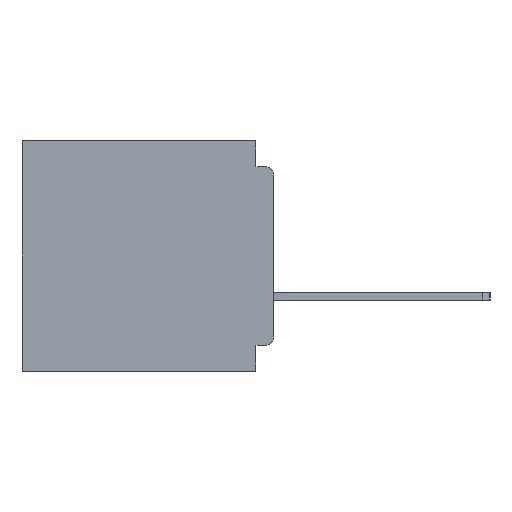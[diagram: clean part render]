
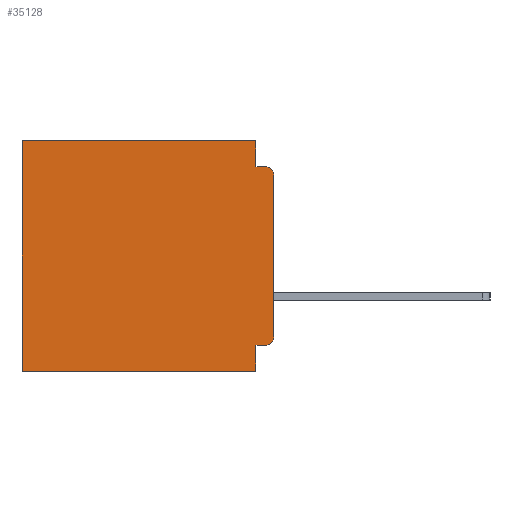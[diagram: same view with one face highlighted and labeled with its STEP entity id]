
A CAD part, left-side view. The second image highlights one B-rep face of the part: STEP entity #35128.
In plain terms, the highlighted planar face has unit normal (-1, 0, 0).
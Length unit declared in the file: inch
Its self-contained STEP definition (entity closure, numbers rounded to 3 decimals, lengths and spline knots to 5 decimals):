
#23 = VECTOR ( 'NONE', #26105, 39.37008 ) ;
#408 = ORIENTED_EDGE ( 'NONE', *, *, #6530, .T. ) ;
#581 = DIRECTION ( 'NONE',  ( 0., 0., -1. ) ) ;
#1268 = LINE ( 'NONE', #44958, #23 ) ;
#1272 = DIRECTION ( 'NONE',  ( 0., 0., -1. ) ) ;
#1311 = DIRECTION ( 'NONE',  ( 0., 0., -1. ) ) ;
#1554 = VERTEX_POINT ( 'NONE', #34957 ) ;
#2701 = ORIENTED_EDGE ( 'NONE', *, *, #6254, .F. ) ;
#2863 = AXIS2_PLACEMENT_3D ( 'NONE', #46083, #23402, #581 ) ;
#4142 = VECTOR ( 'NONE', #1272, 39.37008 ) ;
#4831 = CARTESIAN_POINT ( 'NONE',  ( 0.3, 0., -0.4 ) ) ;
#5757 = EDGE_CURVE ( 'NONE', #49038, #24886, #20211, .T. ) ;
#6025 = LINE ( 'NONE', #31620, #34039 ) ;
#6251 = DIRECTION ( 'NONE',  ( -1., 0., 0. ) ) ;
#6254 = EDGE_CURVE ( 'NONE', #1554, #7875, #44520, .T. ) ;
#6397 = DIRECTION ( 'NONE',  ( 0., 1., 0. ) ) ;
#6530 = EDGE_CURVE ( 'NONE', #1554, #18926, #42709, .T. ) ;
#6754 = DIRECTION ( 'NONE',  ( 0., 1., 0. ) ) ;
#7106 = CIRCLE ( 'NONE', #14391, 0.015 ) ;
#7759 = CARTESIAN_POINT ( 'NONE',  ( 0.3, 0.015, -0.045 ) ) ;
#7875 = VERTEX_POINT ( 'NONE', #17755 ) ;
#7942 = ORIENTED_EDGE ( 'NONE', *, *, #5757, .F. ) ;
#8245 = CARTESIAN_POINT ( 'NONE',  ( 0.3, 0.437, 0. ) ) ;
#8675 = DIRECTION ( 'NONE',  ( 0., 0., -1. ) ) ;
#10171 = EDGE_CURVE ( 'NONE', #37558, #23677, #7106, .T. ) ;
#12876 = ORIENTED_EDGE ( 'NONE', *, *, #10171, .T. ) ;
#13098 = LINE ( 'NONE', #21759, #44591 ) ;
#13197 = CARTESIAN_POINT ( 'NONE',  ( 0.3, 0.031, -0.4 ) ) ;
#14391 = AXIS2_PLACEMENT_3D ( 'NONE', #29088, #6251, #32933 ) ;
#14704 = ORIENTED_EDGE ( 'NONE', *, *, #37937, .T. ) ;
#16487 = CARTESIAN_POINT ( 'NONE',  ( 0.3, 0., -0.06 ) ) ;
#17755 = CARTESIAN_POINT ( 'NONE',  ( 0.3, 0.031, -0.045 ) ) ;
#18926 = VERTEX_POINT ( 'NONE', #8245 ) ;
#19755 = VERTEX_POINT ( 'NONE', #29329 ) ;
#20211 = LINE ( 'NONE', #36470, #48088 ) ;
#20442 = AXIS2_PLACEMENT_3D ( 'NONE', #4831, #31480, #8675 ) ;
#21759 = CARTESIAN_POINT ( 'NONE',  ( 0.3, 0., -0.045 ) ) ;
#22049 = CARTESIAN_POINT ( 'NONE',  ( 0.3, 0.031, -0.4 ) ) ;
#22392 = EDGE_CURVE ( 'NONE', #27079, #45941, #31861, .T. ) ;
#23225 = ORIENTED_EDGE ( 'NONE', *, *, #24091, .F. ) ;
#23402 = DIRECTION ( 'NONE',  ( -1., 0., 0. ) ) ;
#23677 = VERTEX_POINT ( 'NONE', #34980 ) ;
#23785 = PLANE ( 'NONE',  #20442 ) ;
#24091 = EDGE_CURVE ( 'NONE', #27079, #23677, #1268, .T. ) ;
#24886 = VERTEX_POINT ( 'NONE', #44568 ) ;
#26105 = DIRECTION ( 'NONE',  ( 0., 0., -1. ) ) ;
#27079 = VERTEX_POINT ( 'NONE', #16487 ) ;
#28929 = ORIENTED_EDGE ( 'NONE', *, *, #45146, .F. ) ;
#29088 = CARTESIAN_POINT ( 'NONE',  ( 0.3, 0.015, -0.34 ) ) ;
#29329 = CARTESIAN_POINT ( 'NONE',  ( 0.3, 0.031, -0.355 ) ) ;
#29449 = FACE_OUTER_BOUND ( 'NONE', #36260, .T. ) ;
#29774 = EDGE_CURVE ( 'NONE', #37558, #19755, #36427, .T. ) ;
#30396 = ORIENTED_EDGE ( 'NONE', *, *, #22392, .T. ) ;
#31480 = DIRECTION ( 'NONE',  ( 1., 0., 0. ) ) ;
#31620 = CARTESIAN_POINT ( 'NONE',  ( 0.3, 0.437, -0.4 ) ) ;
#31861 = CIRCLE ( 'NONE', #2863, 0.015 ) ;
#32933 = DIRECTION ( 'NONE',  ( 0., 0., -1. ) ) ;
#33079 = CARTESIAN_POINT ( 'NONE',  ( 0.3, 0., -0.355 ) ) ;
#33420 = CARTESIAN_POINT ( 'NONE',  ( 0.3, 0., 0. ) ) ;
#34039 = VECTOR ( 'NONE', #1311, 39.37008 ) ;
#34957 = CARTESIAN_POINT ( 'NONE',  ( 0.3, 0.031, 0. ) ) ;
#34980 = CARTESIAN_POINT ( 'NONE',  ( 0.3, 0., -0.34 ) ) ;
#35128 = ADVANCED_FACE ( 'NONE', ( #29449 ), #23785, .F. ) ;
#35592 = CARTESIAN_POINT ( 'NONE',  ( 0.3, 0.031, 0. ) ) ;
#36219 = DIRECTION ( 'NONE',  ( 0., 0., -1. ) ) ;
#36260 = EDGE_LOOP ( 'NONE', ( #23225, #30396, #28929, #2701, #408, #14704, #7942, #46864, #48654, #12876 ) ) ;
#36427 = LINE ( 'NONE', #33079, #46379 ) ;
#36470 = CARTESIAN_POINT ( 'NONE',  ( 0.3, 0., -0.4 ) ) ;
#37558 = VERTEX_POINT ( 'NONE', #47953 ) ;
#37937 = EDGE_CURVE ( 'NONE', #18926, #24886, #6025, .T. ) ;
#40215 = DIRECTION ( 'NONE',  ( 0., 1., 0. ) ) ;
#42709 = LINE ( 'NONE', #33420, #43907 ) ;
#43390 = EDGE_CURVE ( 'NONE', #19755, #49038, #48283, .T. ) ;
#43907 = VECTOR ( 'NONE', #6754, 39.37008 ) ;
#44520 = LINE ( 'NONE', #35592, #4142 ) ;
#44568 = CARTESIAN_POINT ( 'NONE',  ( 0.3, 0.437, -0.4 ) ) ;
#44591 = VECTOR ( 'NONE', #48235, 39.37008 ) ;
#44958 = CARTESIAN_POINT ( 'NONE',  ( 0.3, 0., -0.4 ) ) ;
#45146 = EDGE_CURVE ( 'NONE', #7875, #45941, #13098, .T. ) ;
#45941 = VERTEX_POINT ( 'NONE', #7759 ) ;
#45942 = VECTOR ( 'NONE', #36219, 39.37008 ) ;
#46083 = CARTESIAN_POINT ( 'NONE',  ( 0.3, 0.015, -0.06 ) ) ;
#46379 = VECTOR ( 'NONE', #6397, 39.37008 ) ;
#46864 = ORIENTED_EDGE ( 'NONE', *, *, #43390, .F. ) ;
#47953 = CARTESIAN_POINT ( 'NONE',  ( 0.3, 0.015, -0.355 ) ) ;
#48088 = VECTOR ( 'NONE', #40215, 39.37008 ) ;
#48235 = DIRECTION ( 'NONE',  ( 0., -1., 0. ) ) ;
#48283 = LINE ( 'NONE', #13197, #45942 ) ;
#48654 = ORIENTED_EDGE ( 'NONE', *, *, #29774, .F. ) ;
#49038 = VERTEX_POINT ( 'NONE', #22049 ) ;
